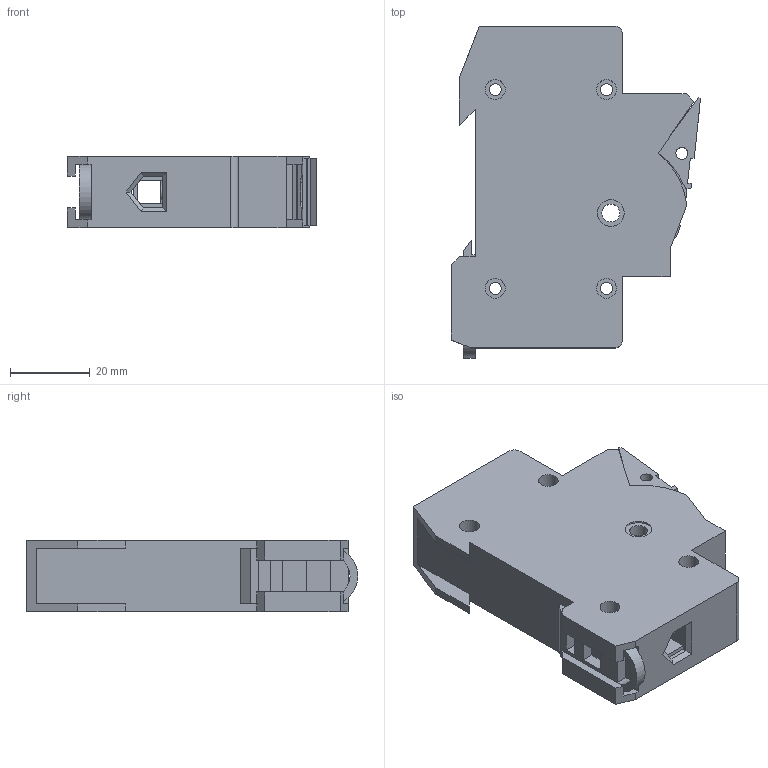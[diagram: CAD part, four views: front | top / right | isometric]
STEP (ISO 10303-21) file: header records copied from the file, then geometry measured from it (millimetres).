
FILE_DESCRIPTION((''),'2;1');
FILE_NAME('31110000.stp','2008-01-03T20:13:54',('Hubert Lenker'),(''),'Autodesk Inventor 10','Autodesk Inventor 10','');
FILE_SCHEMA(('AUTOMOTIVE_DESIGN { 1 0 10303 214 1 1 1 1 }'));
Length unit declared in the file: millimetre
Products named in the file (5): 31110000; 79599000; 79602000; 30414000; Schnapp
Assembly tree (5 placements, depth 2):
  31110000
    79599000
    79602000
    30414000  x2
    Schnapp
Bounding box: 62.64 x 83.5 x 18 mm (x, y, z)
Volume: 52426.3 mm3; surface area: 28237.9 mm2
Topology: 5 solids, 5 shells, 246 faces, 647 edges, 423 vertices
Faces by surface type: plane 181, cylinder 55, bspline 6, torus 4
Full cylindrical faces by diameter (mm): 3 x7, 4 x4, 4.5 x1, 5 x8, 6.707 x2, 7 x2, 8 x2, 10 x1
Entity records: 6417 total; most frequent: CARTESIAN_POINT 1247, DIRECTION 1017, ORIENTED_EDGE 1008, EDGE_CURVE 504, VECTOR 383, LINE 383, VERTEX_POINT 347, AXIS2_PLACEMENT_3D 317
